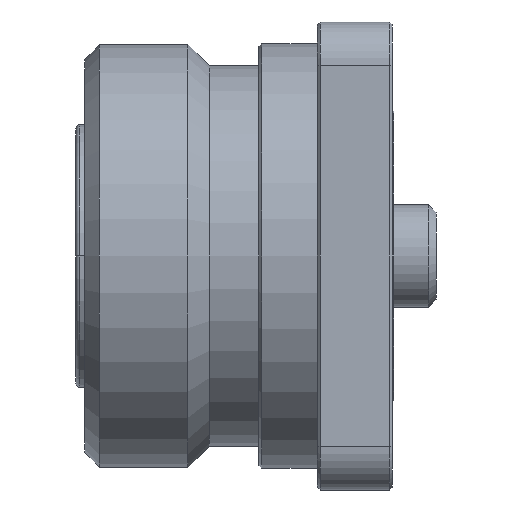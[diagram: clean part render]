
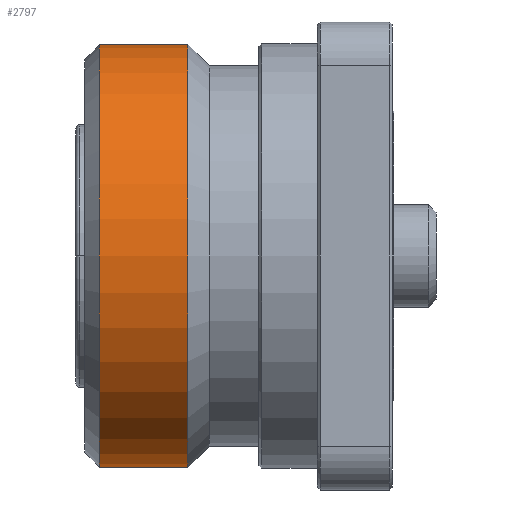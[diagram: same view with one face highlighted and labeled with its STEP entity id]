
A CAD part, front view. The second image highlights one B-rep face of the part: STEP entity #2797.
In plain terms, the highlighted cylindrical face has radius 14.442 mm (diameter 28.884 mm), a partial arc.
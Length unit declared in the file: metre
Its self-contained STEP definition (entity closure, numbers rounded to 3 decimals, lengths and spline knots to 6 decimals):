
#85 = ORIENTED_EDGE ( 'NONE', *, *, #5539, .F. ) ;
#114 = ORIENTED_EDGE ( 'NONE', *, *, #1335, .T. ) ;
#854 = VERTEX_POINT ( 'NONE', #4529 ) ;
#874 = CYLINDRICAL_SURFACE ( 'NONE', #2878, 0.014442 ) ;
#1146 = DIRECTION ( 'NONE',  ( -1., 0., 0. ) ) ;
#1335 = EDGE_CURVE ( 'NONE', #854, #4375, #5082, .T. ) ;
#1364 = DIRECTION ( 'NONE',  ( -1., 0., 0. ) ) ;
#1501 = CARTESIAN_POINT ( 'NONE',  ( -0.01045, 0., -0.016 ) ) ;
#1630 = VECTOR ( 'NONE', #5492, 1. ) ;
#1805 = DIRECTION ( 'NONE',  ( 0., 0., 1. ) ) ;
#1857 = VERTEX_POINT ( 'NONE', #5458 ) ;
#1938 = AXIS2_PLACEMENT_3D ( 'NONE', #3762, #1146, #4208 ) ;
#1944 = DIRECTION ( 'NONE',  ( 0., 0., 1. ) ) ;
#1994 = EDGE_LOOP ( 'NONE', ( #4032, #2139, #114, #85 ) ) ;
#2009 = DIRECTION ( 'NONE',  ( -1., 0., 0. ) ) ;
#2043 = FACE_OUTER_BOUND ( 'NONE', #1994, .T. ) ;
#2139 = ORIENTED_EDGE ( 'NONE', *, *, #5048, .T. ) ;
#2425 = EDGE_CURVE ( 'NONE', #3424, #1857, #4847, .T. ) ;
#2629 = CARTESIAN_POINT ( 'NONE',  ( -0.004392, 0., -0.030442 ) ) ;
#2797 = ADVANCED_FACE ( 'NONE', ( #2043 ), #874, .T. ) ;
#2871 = CARTESIAN_POINT ( 'NONE',  ( -0.01145, 0., -0.030442 ) ) ;
#2878 = AXIS2_PLACEMENT_3D ( 'NONE', #3543, #1364, #1805 ) ;
#2894 = CARTESIAN_POINT ( 'NONE',  ( -0.01145, 0., -0.001558 ) ) ;
#3262 = CIRCLE ( 'NONE', #1938, 0.014442 ) ;
#3424 = VERTEX_POINT ( 'NONE', #2629 ) ;
#3543 = CARTESIAN_POINT ( 'NONE',  ( -0.01145, 0., -0.016 ) ) ;
#3694 = CARTESIAN_POINT ( 'NONE',  ( -0.01045, 0., -0.001558 ) ) ;
#3762 = CARTESIAN_POINT ( 'NONE',  ( -0.004392, 0., -0.016 ) ) ;
#3770 = CIRCLE ( 'NONE', #5060, 0.014442 ) ;
#3907 = VECTOR ( 'NONE', #2009, 1. ) ;
#4032 = ORIENTED_EDGE ( 'NONE', *, *, #2425, .F. ) ;
#4208 = DIRECTION ( 'NONE',  ( 0., 0., 1. ) ) ;
#4375 = VERTEX_POINT ( 'NONE', #3694 ) ;
#4529 = CARTESIAN_POINT ( 'NONE',  ( -0.004392, 0., -0.001558 ) ) ;
#4563 = DIRECTION ( 'NONE',  ( -1., 0., 0. ) ) ;
#4847 = LINE ( 'NONE', #2871, #1630 ) ;
#5048 = EDGE_CURVE ( 'NONE', #3424, #854, #3262, .T. ) ;
#5060 = AXIS2_PLACEMENT_3D ( 'NONE', #1501, #4563, #1944 ) ;
#5082 = LINE ( 'NONE', #2894, #3907 ) ;
#5458 = CARTESIAN_POINT ( 'NONE',  ( -0.01045, 0., -0.030442 ) ) ;
#5492 = DIRECTION ( 'NONE',  ( -1., 0., 0. ) ) ;
#5539 = EDGE_CURVE ( 'NONE', #1857, #4375, #3770, .T. ) ;
